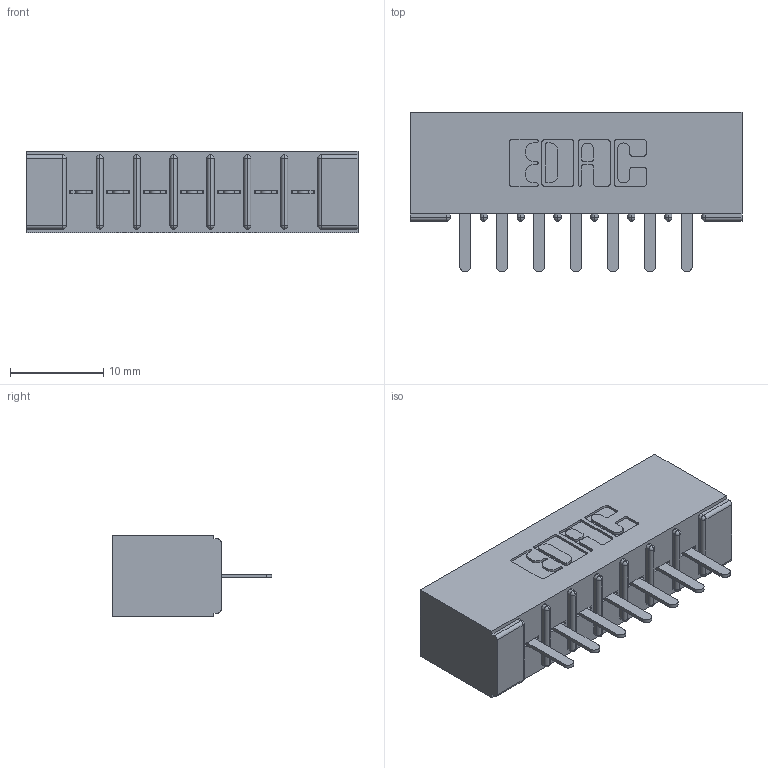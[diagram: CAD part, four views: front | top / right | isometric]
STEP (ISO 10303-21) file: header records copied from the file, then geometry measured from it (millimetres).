
FILE_DESCRIPTION (( 'STEP AP203' ), '1' );
FILE_NAME ('356-007-520-101.STEP', '2018-07-31T06:23:54', ( '' ), ( '' ), 'SwSTEP 2.0', 'SolidWorks 2016', '' );
FILE_SCHEMA (( 'CONFIG_CONTROL_DESIGN' ));
Length unit declared in the file: inch
Products named in the file (3): 306-290-001_120; 356-007-520-101; 306 Part_No Mounting
Assembly tree (8 placements, depth 2):
  356-007-520-101
    306 Part_No Mounting
    306-290-001_120  x7
Bounding box: 35.61 x 17.12 x 8.71 mm (x, y, z)
Volume: 2643 mm3; surface area: 3703.7 mm2
Topology: 8 solids, 8 shells, 598 faces, 1671 edges, 1074 vertices
Faces by surface type: plane 393, cylinder 177, sphere 28
Entity records: 10740 total; most frequent: CARTESIAN_POINT 1796, DIRECTION 1775, ORIENTED_EDGE 1774, EDGE_CURVE 887, VECTOR 677, LINE 677, VERTEX_POINT 570, AXIS2_PLACEMENT_3D 549
